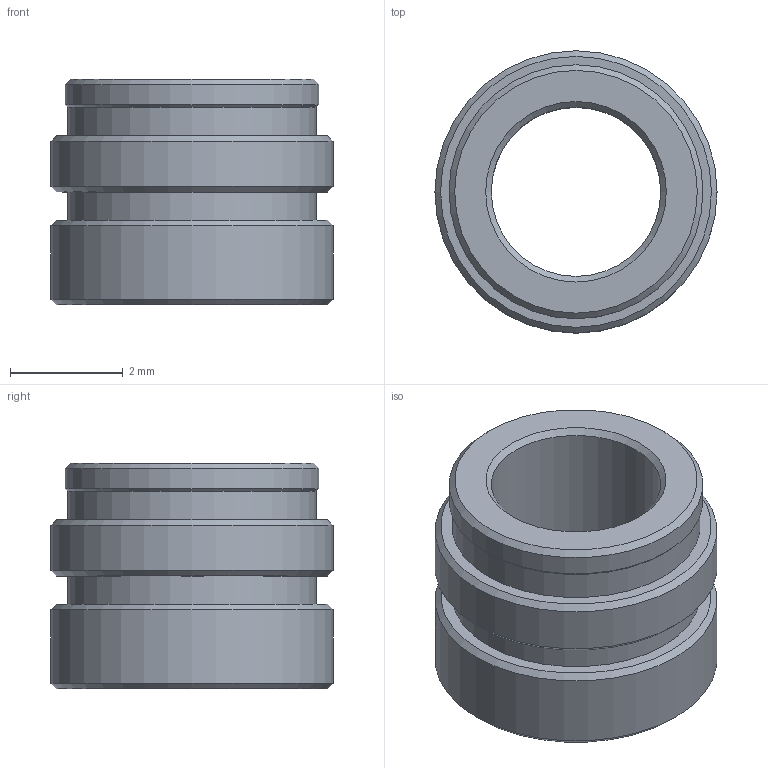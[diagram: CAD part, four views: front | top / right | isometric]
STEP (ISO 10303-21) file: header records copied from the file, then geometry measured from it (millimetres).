
FILE_DESCRIPTION(/* description */ (''),/* implementation_level */ '2;1');
FILE_NAME(/* name */ 'M3 Threaded Insert_v2.step',/* time_stamp */ '2023-05-23T22:34:23-06:00',/* author */ (''),/* organization */ (''),/* preprocessor_version */ 'ST-DEVELOPER v19.2',/* originating_system */ 'Autodesk Translation Framework v12.4.0.73',/* authorisation */ '');
FILE_SCHEMA (('AUTOMOTIVE_DESIGN { 1 0 10303 214 3 1 1 }'));
Length unit declared in the file: millimetre
Products named in the file (1): M3 Threaded Insert
Bounding box: 5 x 5 x 4 mm (x, y, z)
Volume: 43.5 mm3; surface area: 127.2 mm2
Topology: 1 solids, 1 shells, 19 faces, 37 edges, 23 vertices
Faces by surface type: cone 8, cylinder 6, plane 5
Full cylindrical faces by diameter (mm): 3 x1, 4.4 x2, 4.5 x1, 5 x2
Entity records: 538 total; most frequent: DIRECTION 100, CARTESIAN_POINT 80, ORIENTED_EDGE 74, AXIS2_PLACEMENT_3D 43, EDGE_CURVE 37, EDGE_LOOP 24, CIRCLE 23, VERTEX_POINT 23
